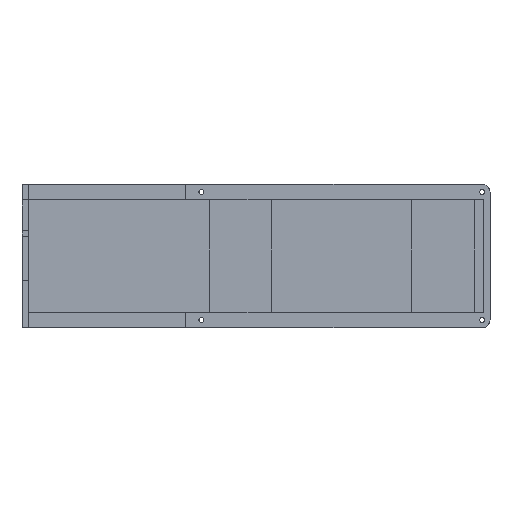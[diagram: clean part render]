
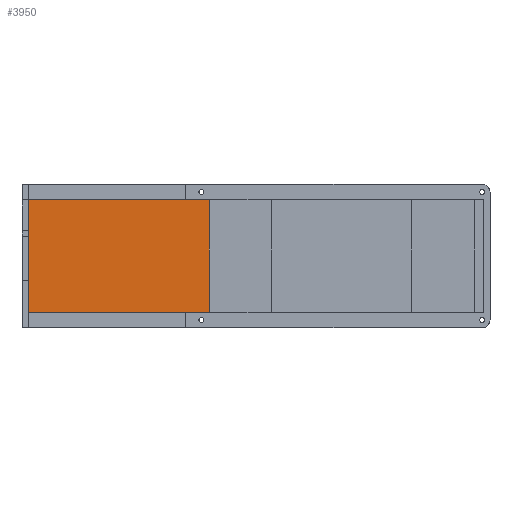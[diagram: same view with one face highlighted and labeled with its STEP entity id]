
A CAD part, top view. The second image highlights one B-rep face of the part: STEP entity #3950.
In plain terms, the highlighted planar face has unit normal (0, 0, 1).
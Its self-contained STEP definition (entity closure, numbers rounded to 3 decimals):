
#1020 = PLANE('',#1021);
#1021 = AXIS2_PLACEMENT_3D('',#1022,#1023,#1024);
#1022 = CARTESIAN_POINT('',(50.266,15.086,8.));
#1023 = DIRECTION('',(0.,1.,0.));
#1024 = DIRECTION('',(-1.,0.,0.));
#1076 = PLANE('',#1077);
#1077 = AXIS2_PLACEMENT_3D('',#1078,#1079,#1080);
#1078 = CARTESIAN_POINT('',(-95.734,51.086,8.));
#1079 = DIRECTION('',(0.,-1.,0.));
#1080 = DIRECTION('',(1.,0.,0.));
#1378 = PLANE('',#1379);
#1379 = AXIS2_PLACEMENT_3D('',#1380,#1381,#1382);
#1380 = CARTESIAN_POINT('',(-95.734,15.086,8.));
#1381 = DIRECTION('',(1.,0.,0.));
#1382 = DIRECTION('',(0.,1.,0.));
#1759 = VERTEX_POINT('',#1760);
#1760 = CARTESIAN_POINT('',(-37.734,15.086,1.));
#1913 = PLANE('',#1914);
#1914 = AXIS2_PLACEMENT_3D('',#1915,#1916,#1917);
#1915 = CARTESIAN_POINT('',(-95.734,51.086,1.));
#1916 = DIRECTION('',(0.,0.,1.));
#1917 = DIRECTION('',(1.,0.,0.));
#3024 = EDGE_CURVE('',#1759,#3025,#3027,.T.);
#3025 = VERTEX_POINT('',#3026);
#3026 = CARTESIAN_POINT('',(-95.734,15.086,1.));
#3027 = SURFACE_CURVE('',#3028,(#3032,#3039),.PCURVE_S1.);
#3028 = LINE('',#3029,#3030);
#3029 = CARTESIAN_POINT('',(50.266,15.086,1.));
#3030 = VECTOR('',#3031,1.);
#3031 = DIRECTION('',(-1.,0.,0.));
#3032 = PCURVE('',#1020,#3033);
#3033 = DEFINITIONAL_REPRESENTATION('',(#3034),#3038);
#3034 = LINE('',#3035,#3036);
#3035 = CARTESIAN_POINT('',(0.,-7.));
#3036 = VECTOR('',#3037,1.);
#3037 = DIRECTION('',(1.,0.));
#3038 = ( GEOMETRIC_REPRESENTATION_CONTEXT(2) 
PARAMETRIC_REPRESENTATION_CONTEXT() REPRESENTATION_CONTEXT('2D SPACE',''
  ) );
#3039 = PCURVE('',#3040,#3045);
#3040 = PLANE('',#3041);
#3041 = AXIS2_PLACEMENT_3D('',#3042,#3043,#3044);
#3042 = CARTESIAN_POINT('',(-95.734,51.086,1.));
#3043 = DIRECTION('',(0.,0.,1.));
#3044 = DIRECTION('',(1.,0.,0.));
#3045 = DEFINITIONAL_REPRESENTATION('',(#3046),#3050);
#3046 = LINE('',#3047,#3048);
#3047 = CARTESIAN_POINT('',(146.,-36.));
#3048 = VECTOR('',#3049,1.);
#3049 = DIRECTION('',(-1.,0.));
#3050 = ( GEOMETRIC_REPRESENTATION_CONTEXT(2) 
PARAMETRIC_REPRESENTATION_CONTEXT() REPRESENTATION_CONTEXT('2D SPACE',''
  ) );
#3160 = VERTEX_POINT('',#3161);
#3161 = CARTESIAN_POINT('',(-95.734,51.086,1.));
#3182 = EDGE_CURVE('',#3160,#3183,#3185,.T.);
#3183 = VERTEX_POINT('',#3184);
#3184 = CARTESIAN_POINT('',(-37.734,51.086,1.));
#3185 = SURFACE_CURVE('',#3186,(#3190,#3197),.PCURVE_S1.);
#3186 = LINE('',#3187,#3188);
#3187 = CARTESIAN_POINT('',(-95.734,51.086,1.));
#3188 = VECTOR('',#3189,1.);
#3189 = DIRECTION('',(1.,0.,0.));
#3190 = PCURVE('',#1076,#3191);
#3191 = DEFINITIONAL_REPRESENTATION('',(#3192),#3196);
#3192 = LINE('',#3193,#3194);
#3193 = CARTESIAN_POINT('',(0.,-7.));
#3194 = VECTOR('',#3195,1.);
#3195 = DIRECTION('',(1.,0.));
#3196 = ( GEOMETRIC_REPRESENTATION_CONTEXT(2) 
PARAMETRIC_REPRESENTATION_CONTEXT() REPRESENTATION_CONTEXT('2D SPACE',''
  ) );
#3197 = PCURVE('',#3040,#3198);
#3198 = DEFINITIONAL_REPRESENTATION('',(#3199),#3203);
#3199 = LINE('',#3200,#3201);
#3200 = CARTESIAN_POINT('',(0.,0.));
#3201 = VECTOR('',#3202,1.);
#3202 = DIRECTION('',(1.,0.));
#3203 = ( GEOMETRIC_REPRESENTATION_CONTEXT(2) 
PARAMETRIC_REPRESENTATION_CONTEXT() REPRESENTATION_CONTEXT('2D SPACE',''
  ) );
#3539 = EDGE_CURVE('',#3025,#3160,#3540,.T.);
#3540 = SURFACE_CURVE('',#3541,(#3545,#3552),.PCURVE_S1.);
#3541 = LINE('',#3542,#3543);
#3542 = CARTESIAN_POINT('',(-95.734,15.086,1.));
#3543 = VECTOR('',#3544,1.);
#3544 = DIRECTION('',(0.,1.,0.));
#3545 = PCURVE('',#1378,#3546);
#3546 = DEFINITIONAL_REPRESENTATION('',(#3547),#3551);
#3547 = LINE('',#3548,#3549);
#3548 = CARTESIAN_POINT('',(0.,-7.));
#3549 = VECTOR('',#3550,1.);
#3550 = DIRECTION('',(1.,0.));
#3551 = ( GEOMETRIC_REPRESENTATION_CONTEXT(2) 
PARAMETRIC_REPRESENTATION_CONTEXT() REPRESENTATION_CONTEXT('2D SPACE',''
  ) );
#3552 = PCURVE('',#3040,#3553);
#3553 = DEFINITIONAL_REPRESENTATION('',(#3554),#3558);
#3554 = LINE('',#3555,#3556);
#3555 = CARTESIAN_POINT('',(0.,-36.));
#3556 = VECTOR('',#3557,1.);
#3557 = DIRECTION('',(0.,1.));
#3558 = ( GEOMETRIC_REPRESENTATION_CONTEXT(2) 
PARAMETRIC_REPRESENTATION_CONTEXT() REPRESENTATION_CONTEXT('2D SPACE',''
  ) );
#3658 = EDGE_CURVE('',#1759,#3183,#3659,.T.);
#3659 = SURFACE_CURVE('',#3660,(#3664,#3671),.PCURVE_S1.);
#3660 = LINE('',#3661,#3662);
#3661 = CARTESIAN_POINT('',(-37.734,10.086,1.));
#3662 = VECTOR('',#3663,1.);
#3663 = DIRECTION('',(0.,1.,0.));
#3664 = PCURVE('',#1913,#3665);
#3665 = DEFINITIONAL_REPRESENTATION('',(#3666),#3670);
#3666 = LINE('',#3667,#3668);
#3667 = CARTESIAN_POINT('',(58.,-41.));
#3668 = VECTOR('',#3669,1.);
#3669 = DIRECTION('',(0.,1.));
#3670 = ( GEOMETRIC_REPRESENTATION_CONTEXT(2) 
PARAMETRIC_REPRESENTATION_CONTEXT() REPRESENTATION_CONTEXT('2D SPACE',''
  ) );
#3671 = PCURVE('',#3040,#3672);
#3672 = DEFINITIONAL_REPRESENTATION('',(#3673),#3677);
#3673 = LINE('',#3674,#3675);
#3674 = CARTESIAN_POINT('',(58.,-41.));
#3675 = VECTOR('',#3676,1.);
#3676 = DIRECTION('',(0.,1.));
#3677 = ( GEOMETRIC_REPRESENTATION_CONTEXT(2) 
PARAMETRIC_REPRESENTATION_CONTEXT() REPRESENTATION_CONTEXT('2D SPACE',''
  ) );
#3950 = ADVANCED_FACE('',(#3951),#3040,.T.);
#3951 = FACE_BOUND('',#3952,.T.);
#3952 = EDGE_LOOP('',(#3953,#3954,#3955,#3956));
#3953 = ORIENTED_EDGE('',*,*,#3182,.F.);
#3954 = ORIENTED_EDGE('',*,*,#3539,.F.);
#3955 = ORIENTED_EDGE('',*,*,#3024,.F.);
#3956 = ORIENTED_EDGE('',*,*,#3658,.T.);
